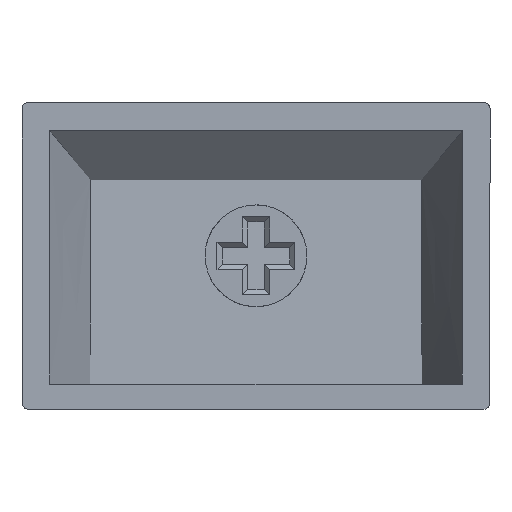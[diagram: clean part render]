
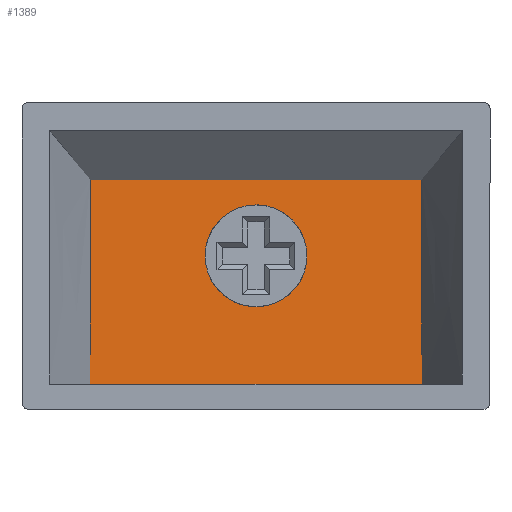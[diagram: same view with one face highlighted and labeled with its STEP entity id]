
A CAD part, front view. The second image highlights one B-rep face of the part: STEP entity #1389.
In plain terms, the highlighted planar face has unit normal (0, -0.999, 0.055).
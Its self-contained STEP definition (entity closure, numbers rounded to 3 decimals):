
#8 = EDGE_CURVE ( 'NONE', #695, #2267, #1519, .T. ) ;
#116 = ORIENTED_EDGE ( 'NONE', *, *, #2361, .F. ) ;
#220 = DIRECTION ( 'NONE',  ( 1., 0., 0. ) ) ;
#270 = CARTESIAN_POINT ( 'NONE',  ( 23.556, 6.446, -4.565 ) ) ;
#355 = CARTESIAN_POINT ( 'NONE',  ( 23.587, 5.916, -14.141 ) ) ;
#413 = CARTESIAN_POINT ( 'NONE',  ( 4.005, 5.781, -16.6 ) ) ;
#425 = CARTESIAN_POINT ( 'NONE',  ( 13.8, 6.364, -6.038 ) ) ;
#465 = CARTESIAN_POINT ( 'NONE',  ( 4.01, 5.866, -15.047 ) ) ;
#558 = DIRECTION ( 'NONE',  ( 1., 0., 0. ) ) ;
#583 = CARTESIAN_POINT ( 'NONE',  ( 23.566, 6.274, -7.671 ) ) ;
#608 = ORIENTED_EDGE ( 'NONE', *, *, #1455, .F. ) ;
#645 = ORIENTED_EDGE ( 'NONE', *, *, #2484, .F. ) ;
#663 = CARTESIAN_POINT ( 'NONE',  ( 4.02, 6.038, -11.94 ) ) ;
#666 = CARTESIAN_POINT ( 'NONE',  ( 13.8, 6.364, -6.038 ) ) ;
#695 = VERTEX_POINT ( 'NONE', #915 ) ;
#782 = CARTESIAN_POINT ( 'NONE',  ( 23.595, 5.781, -16.6 ) ) ;
#807 = VERTEX_POINT ( 'NONE', #2364 ) ;
#818 = AXIS2_PLACEMENT_3D ( 'NONE', #1423, #968, #1626 ) ;
#871 = FACE_OUTER_BOUND ( 'NONE', #1371, .T. ) ;
#915 = CARTESIAN_POINT ( 'NONE',  ( 4.005, 5.781, -16.6 ) ) ;
#954 = VECTOR ( 'NONE', #220, 1000. ) ;
#968 = DIRECTION ( 'NONE',  ( 0., 0.998, -0.055 ) ) ;
#982 = VECTOR ( 'NONE', #558, 1000. ) ;
#1003 = CARTESIAN_POINT ( 'NONE',  ( 13.8, 6.033, -12.038 ) ) ;
#1015 = CARTESIAN_POINT ( 'NONE',  ( 7.8, 6.364, -6.038 ) ) ;
#1034 = B_SPLINE_CURVE_WITH_KNOTS ( 'NONE', 3,
 ( #413, #465, #1076, #663, #1310, #2307, #1716 ),
 .UNSPECIFIED., .F., .F.,
 ( 4, 3, 4 ),
 ( 0., 0.005, 0.012 ),
 .UNSPECIFIED. ) ;
#1076 = CARTESIAN_POINT ( 'NONE',  ( 4.015, 5.952, -13.493 ) ) ;
#1186 = CARTESIAN_POINT ( 'NONE',  ( 23.561, 6.36, -6.118 ) ) ;
#1187 = LINE ( 'NONE', #2656, #982 ) ;
#1222 = CARTESIAN_POINT ( 'NONE',  ( 19.8, 6.033, -12.038 ) ) ;
#1268 = VERTEX_POINT ( 'NONE', #2136 ) ;
#1310 = CARTESIAN_POINT ( 'NONE',  ( 4.029, 6.174, -9.482 ) ) ;
#1371 = EDGE_LOOP ( 'NONE', ( #608, #2013, #1558, #1486 ) ) ;
#1389 = ADVANCED_FACE ( 'NONE', ( #1502, #871 ), #1400, .F. ) ;
#1393 = CARTESIAN_POINT ( 'NONE',  ( 23.571, 6.188, -9.224 ) ) ;
#1400 = PLANE ( 'NONE',  #818 ) ;
#1423 = CARTESIAN_POINT ( 'NONE',  ( 0., 6.677, -0.369 ) ) ;
#1455 = EDGE_CURVE ( 'NONE', #2617, #2267, #1972, .T. ) ;
#1486 = ORIENTED_EDGE ( 'NONE', *, *, #8, .T. ) ;
#1502 = FACE_BOUND ( 'NONE', #1790, .T. ) ;
#1516 = EDGE_CURVE ( 'NONE', #1268, #2617, #1187, .T. ) ;
#1519 = LINE ( 'NONE', #1867, #954 ) ;
#1558 = ORIENTED_EDGE ( 'NONE', *, *, #2499, .F. ) ;
#1626 = DIRECTION ( 'NONE',  ( 0., 0.055, 0.998 ) ) ;
#1716 = CARTESIAN_POINT ( 'NONE',  ( 4.044, 6.446, -4.565 ) ) ;
#1790 = EDGE_LOOP ( 'NONE', ( #645, #116 ) ) ;
#1867 = CARTESIAN_POINT ( 'NONE',  ( 0., 5.781, -16.6 ) ) ;
#1898 = CARTESIAN_POINT ( 'NONE',  ( 19.8, 6.364, -6.038 ) ) ;
#1972 = B_SPLINE_CURVE_WITH_KNOTS ( 'NONE', 3,
 ( #2044, #1186, #583, #1393, #2427, #355, #782 ),
 .UNSPECIFIED., .F., .F.,
 ( 4, 3, 4 ),
 ( 0., 0.005, 0.012 ),
 .UNSPECIFIED. ) ;
#2011 =( BOUNDED_CURVE ( )  B_SPLINE_CURVE ( 3, ( #1003, #1222, #1898, #425 ),
 .UNSPECIFIED., .F., .F. ) 
 B_SPLINE_CURVE_WITH_KNOTS ( ( 4, 4 ),
 ( 0., 3.142 ),
 .UNSPECIFIED. ) 
 CURVE ( )  GEOMETRIC_REPRESENTATION_ITEM ( )  RATIONAL_B_SPLINE_CURVE ( ( 1., 0.333, 0.333, 1. ) ) 
 REPRESENTATION_ITEM ( '' )  );
#2013 = ORIENTED_EDGE ( 'NONE', *, *, #1516, .F. ) ;
#2036 = CARTESIAN_POINT ( 'NONE',  ( 13.8, 6.364, -6.038 ) ) ;
#2044 = CARTESIAN_POINT ( 'NONE',  ( 23.556, 6.446, -4.565 ) ) ;
#2058 =( BOUNDED_CURVE ( )  B_SPLINE_CURVE ( 3, ( #2036, #1015, #2225, #2243 ),
 .UNSPECIFIED., .F., .F. ) 
 B_SPLINE_CURVE_WITH_KNOTS ( ( 4, 4 ),
 ( 3.142, 6.283 ),
 .UNSPECIFIED. ) 
 CURVE ( )  GEOMETRIC_REPRESENTATION_ITEM ( )  RATIONAL_B_SPLINE_CURVE ( ( 1., 0.333, 0.333, 1. ) ) 
 REPRESENTATION_ITEM ( '' )  );
#2076 = VERTEX_POINT ( 'NONE', #666 ) ;
#2136 = CARTESIAN_POINT ( 'NONE',  ( 4.044, 6.446, -4.565 ) ) ;
#2225 = CARTESIAN_POINT ( 'NONE',  ( 7.8, 6.033, -12.038 ) ) ;
#2243 = CARTESIAN_POINT ( 'NONE',  ( 13.8, 6.033, -12.038 ) ) ;
#2267 = VERTEX_POINT ( 'NONE', #2618 ) ;
#2307 = CARTESIAN_POINT ( 'NONE',  ( 4.036, 6.31, -7.023 ) ) ;
#2361 = EDGE_CURVE ( 'NONE', #2076, #807, #2058, .T. ) ;
#2364 = CARTESIAN_POINT ( 'NONE',  ( 13.8, 6.033, -12.038 ) ) ;
#2427 = CARTESIAN_POINT ( 'NONE',  ( 23.579, 6.052, -11.683 ) ) ;
#2484 = EDGE_CURVE ( 'NONE', #807, #2076, #2011, .T. ) ;
#2499 = EDGE_CURVE ( 'NONE', #695, #1268, #1034, .T. ) ;
#2617 = VERTEX_POINT ( 'NONE', #270 ) ;
#2618 = CARTESIAN_POINT ( 'NONE',  ( 23.595, 5.781, -16.6 ) ) ;
#2656 = CARTESIAN_POINT ( 'NONE',  ( 0., 6.446, -4.565 ) ) ;
